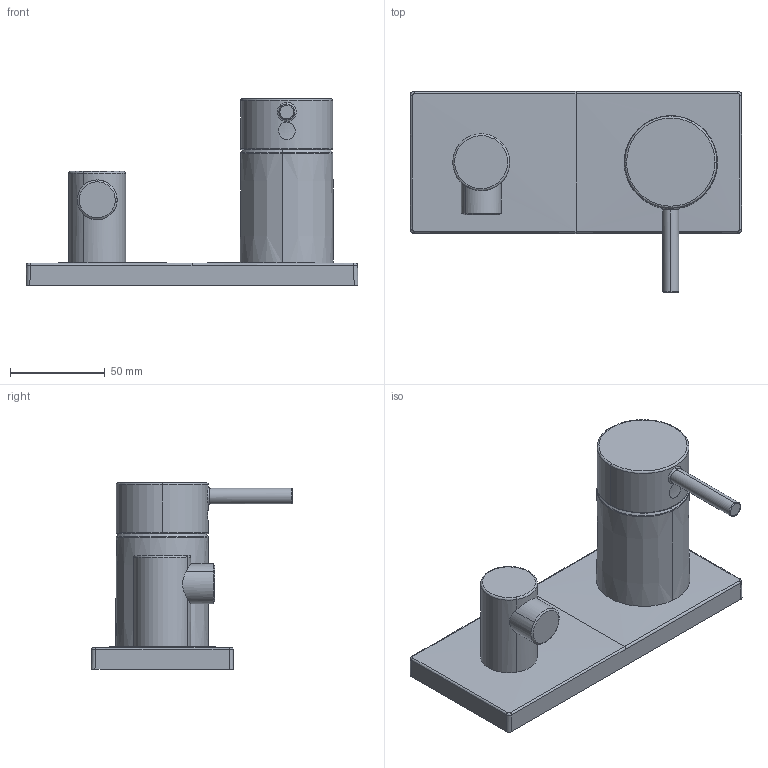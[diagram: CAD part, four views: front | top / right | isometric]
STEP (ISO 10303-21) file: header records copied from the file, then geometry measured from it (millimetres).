
FILE_DESCRIPTION (( 'STEP AP203' ), '1' );
FILE_NAME ('44569583(2020).STEP', '2020-02-18T08:58:11', ( '' ), ( '' ), 'SwSTEP 2.0', 'SolidWorks 2016', '' );
FILE_SCHEMA (( 'CONFIG_CONTROL_DESIGN' ));
Length unit declared in the file: millimetre
Products named in the file (1): 44569583(2020)
Bounding box: 175 x 106.35 x 98.36 mm (x, y, z)
Volume: 356981.7 mm3; surface area: 51938.9 mm2
Topology: 1 solids, 1 shells, 56 faces, 122 edges, 74 vertices
Faces by surface type: bspline 21, cylinder 14, plane 11, cone 4, torus 4, sphere 2
Entity records: 3148 total; most frequent: CARTESIAN_POINT 2003, ORIENTED_EDGE 244, DIRECTION 179, EDGE_CURVE 122, AXIS2_PLACEMENT_3D 76, VERTEX_POINT 74, EDGE_LOOP 62, FACE_OUTER_BOUND 56
